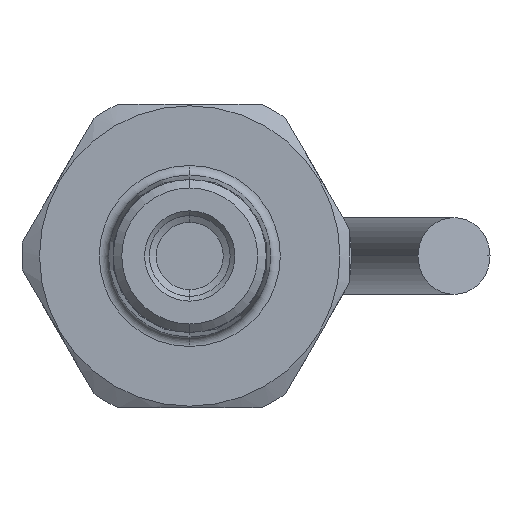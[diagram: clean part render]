
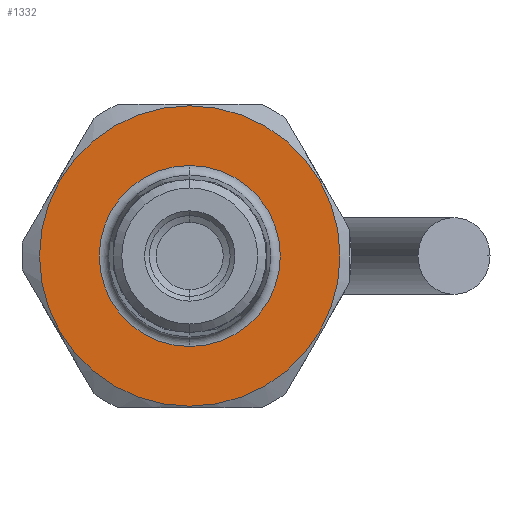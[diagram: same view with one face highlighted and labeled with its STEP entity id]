
A CAD part, front view. The second image highlights one B-rep face of the part: STEP entity #1332.
In plain terms, the highlighted planar face has unit normal (0, -1, 0).
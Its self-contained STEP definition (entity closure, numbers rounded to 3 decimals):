
#37 = VERTEX_POINT ( 'NONE', #1756 ) ;
#91 = AXIS2_PLACEMENT_3D ( 'NONE', #2245, #1810, #163 ) ;
#129 = CARTESIAN_POINT ( 'NONE',  ( 0., 10., 0. ) ) ;
#163 = DIRECTION ( 'NONE',  ( 0., 0., -1. ) ) ;
#222 = VERTEX_POINT ( 'NONE', #2277 ) ;
#248 = DIRECTION ( 'NONE',  ( 0., -1., 0. ) ) ;
#332 = AXIS2_PLACEMENT_3D ( 'NONE', #2333, #1852, #1647 ) ;
#351 = DIRECTION ( 'NONE',  ( 0., -1., 0. ) ) ;
#414 = VERTEX_POINT ( 'NONE', #1495 ) ;
#487 = EDGE_CURVE ( 'NONE', #37, #1408, #2661, .T. ) ;
#511 = FACE_BOUND ( 'NONE', #1584, .T. ) ;
#521 = EDGE_CURVE ( 'NONE', #414, #222, #2590, .T. ) ;
#941 = CARTESIAN_POINT ( 'NONE',  ( 9.4, 10., 0. ) ) ;
#1037 = EDGE_CURVE ( 'NONE', #1408, #37, #2329, .T. ) ;
#1050 = AXIS2_PLACEMENT_3D ( 'NONE', #941, #248, #1199 ) ;
#1067 = EDGE_LOOP ( 'NONE', ( #1719, #2935 ) ) ;
#1199 = DIRECTION ( 'NONE',  ( 0., 0., -1. ) ) ;
#1332 = ADVANCED_FACE ( 'NONE', ( #511, #2326 ), #2535, .T. ) ;
#1408 = VERTEX_POINT ( 'NONE', #2109 ) ;
#1476 = AXIS2_PLACEMENT_3D ( 'NONE', #129, #351, #1520 ) ;
#1495 = CARTESIAN_POINT ( 'NONE',  ( 0., 10., 5.665 ) ) ;
#1520 = DIRECTION ( 'NONE',  ( 0., 0., -1. ) ) ;
#1532 = CARTESIAN_POINT ( 'NONE',  ( 0., 10., 0. ) ) ;
#1577 = AXIS2_PLACEMENT_3D ( 'NONE', #1532, #1970, #1730 ) ;
#1584 = EDGE_LOOP ( 'NONE', ( #2381, #2974 ) ) ;
#1647 = DIRECTION ( 'NONE',  ( 0., 0., -1. ) ) ;
#1719 = ORIENTED_EDGE ( 'NONE', *, *, #487, .T. ) ;
#1730 = DIRECTION ( 'NONE',  ( 0., 0., -1. ) ) ;
#1756 = CARTESIAN_POINT ( 'NONE',  ( 0., 10., -9.4 ) ) ;
#1810 = DIRECTION ( 'NONE',  ( 0., 1., 0. ) ) ;
#1852 = DIRECTION ( 'NONE',  ( 0., 1., 0. ) ) ;
#1970 = DIRECTION ( 'NONE',  ( 0., -1., 0. ) ) ;
#2109 = CARTESIAN_POINT ( 'NONE',  ( 0., 10., 9.4 ) ) ;
#2245 = CARTESIAN_POINT ( 'NONE',  ( 0., 10., 0. ) ) ;
#2277 = CARTESIAN_POINT ( 'NONE',  ( 0., 10., -5.665 ) ) ;
#2326 = FACE_OUTER_BOUND ( 'NONE', #1067, .T. ) ;
#2329 = CIRCLE ( 'NONE', #1476, 9.4 ) ;
#2333 = CARTESIAN_POINT ( 'NONE',  ( 0., 10., 0. ) ) ;
#2381 = ORIENTED_EDGE ( 'NONE', *, *, #2494, .T. ) ;
#2494 = EDGE_CURVE ( 'NONE', #222, #414, #2510, .T. ) ;
#2510 = CIRCLE ( 'NONE', #332, 5.665 ) ;
#2535 = PLANE ( 'NONE',  #1050 ) ;
#2590 = CIRCLE ( 'NONE', #91, 5.665 ) ;
#2661 = CIRCLE ( 'NONE', #1577, 9.4 ) ;
#2935 = ORIENTED_EDGE ( 'NONE', *, *, #1037, .T. ) ;
#2974 = ORIENTED_EDGE ( 'NONE', *, *, #521, .T. ) ;
